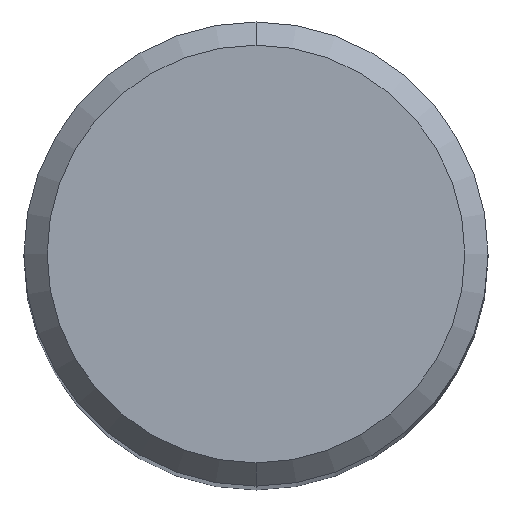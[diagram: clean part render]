
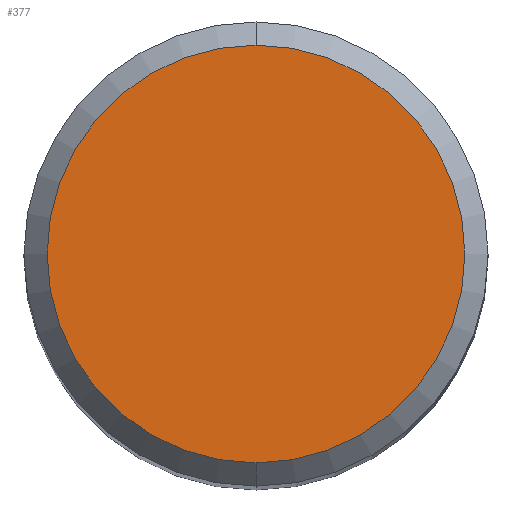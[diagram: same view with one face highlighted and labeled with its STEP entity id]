
A CAD part, top view. The second image highlights one B-rep face of the part: STEP entity #377.
In plain terms, the highlighted planar face has unit normal (0, 0, 1).
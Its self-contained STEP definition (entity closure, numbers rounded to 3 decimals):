
#183=VERTEX_POINT('',#482);
#185=EDGE_CURVE('',#395,#183,#484,.T.);
#187=EDGE_CURVE('',#183,#395,#486,.T.);
#377=ADVANCED_FACE('',(#695),#696,.T.);
#395=VERTEX_POINT('',#715);
#482=CARTESIAN_POINT('',(0.,-3.6,0.0));
#484=CIRCLE('',#812,3.6);
#486=CIRCLE('',#815,3.6);
#695=FACE_OUTER_BOUND('',#1229,.T.);
#696=PLANE('',#1230);
#715=CARTESIAN_POINT('',(0.0,3.6,0.0));
#812=AXIS2_PLACEMENT_3D('',#1434,#1435,#1436);
#815=AXIS2_PLACEMENT_3D('',#1437,#1438,#1439);
#1229=EDGE_LOOP('',(#1681,#1682));
#1230=AXIS2_PLACEMENT_3D('',#1683,#1684,#1685);
#1434=CARTESIAN_POINT('',(0.0,0.0,0.0));
#1435=DIRECTION('',(0.0,0.0,-1.0));
#1436=DIRECTION('',(0.0,1.0,0.0));
#1437=CARTESIAN_POINT('',(0.0,0.0,0.0));
#1438=DIRECTION('',(0.0,0.0,-1.0));
#1439=DIRECTION('',(0.0,1.0,0.0));
#1681=ORIENTED_EDGE('',*,*,#185,.F.);
#1682=ORIENTED_EDGE('',*,*,#187,.F.);
#1683=CARTESIAN_POINT('',(0.0,1.8,0.0));
#1684=DIRECTION('',(-0.0,0.0,1.0));
#1685=DIRECTION('',(0.0,-1.0,0.0));
